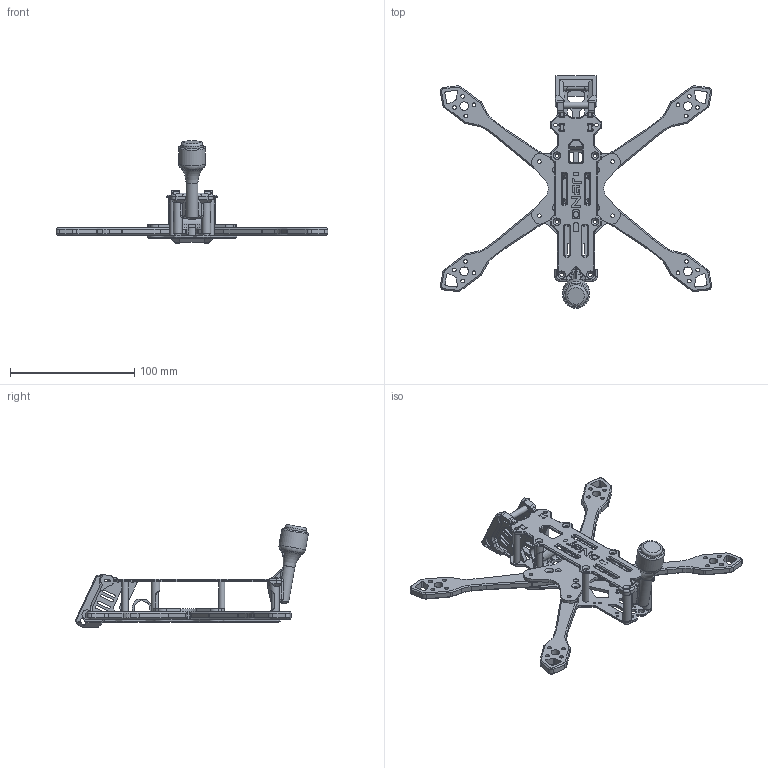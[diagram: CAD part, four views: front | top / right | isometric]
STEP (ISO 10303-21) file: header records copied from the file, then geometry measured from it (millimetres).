
FILE_DESCRIPTION(/* description */ (''),/* implementation_level */ '2;1');
FILE_NAME(/* name */ 'JeNo_WAF1.3 v18.step',/* time_stamp */ '2023-12-11T23:43:27+01:00',/* author */ (''),/* organization */ (''),/* preprocessor_version */ 'ST-DEVELOPER v20',/* originating_system */ 'Autodesk Translation Framework v12.14.0.127',/* authorisation */ '');
FILE_SCHEMA (('AUTOMOTIVE_DESIGN { 1 0 10303 214 3 1 1 }'));
Products named in the file (1): JeNo_WAF1.4
Bounding box: 218.49 x 187.23 x 82.59 mm (x, y, z)
Volume: 95240 mm3; surface area: 81502.4 mm2
Topology: 24 solids, 24 shells, 1828 faces, 4851 edges, 3062 vertices
Faces by surface type: plane 906, cylinder 636, cone 237, bspline 41, torus 8
Full cylindrical faces by diameter (mm): 1.7 x4, 2 x6, 2.2 x4, 3 x66, 4.3 x8, 4.4 x1, 4.6 x1, 5 x15, 6.4 x4, 7 x8, 8 x2, 9.6 x1, 12.65 x1, 17.5 x1, 17.616 x1, 21.616 x1
Entity records: 59026 total; most frequent: CARTESIAN_POINT 12431, DIRECTION 9751, ORIENTED_EDGE 9674, EDGE_CURVE 4837, AXIS2_PLACEMENT_3D 3324, LINE 3103, VECTOR 3103, VERTEX_POINT 3062
